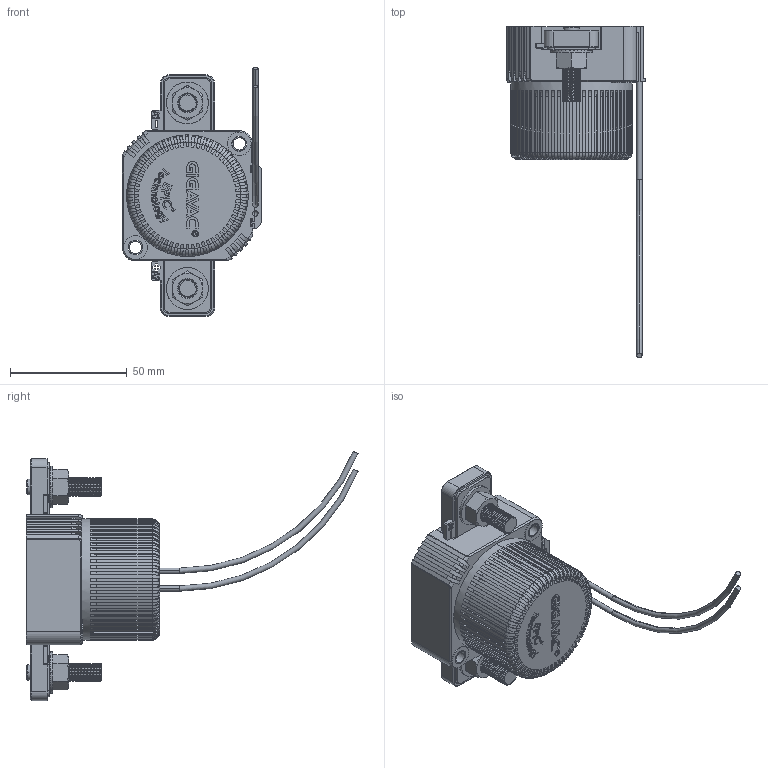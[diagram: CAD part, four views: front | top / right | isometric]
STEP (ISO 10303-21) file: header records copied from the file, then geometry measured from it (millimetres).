
FILE_DESCRIPTION (( 'STEP AP214' ), '1' );
FILE_NAME ('MX11_step_121815.STEP', '2015-12-18T21:51:03', ( 'Temp' ), ( '' ), 'SwSTEP 2.0', 'SolidWorks 2014', '' );
FILE_SCHEMA (( 'AUTOMOTIVE_DESIGN' ));
Length unit declared in the file: inch
Products named in the file (1): MX11_step_121815
Bounding box: 59.82 x 142.33 x 106.79 mm (x, y, z)
Volume: 48579.3 mm3; surface area: 58191.6 mm2
Topology: 14 solids, 14 shells, 2072 faces, 5856 edges, 3861 vertices
Faces by surface type: plane 995, cylinder 586, torus 254, bspline 125, cone 112
Entity records: 108022 total; most frequent: CARTESIAN_POINT 28477, ORIENTED_EDGE 11712, DIRECTION 10371, EDGE_CURVE 5856, VERTEX_POINT 3861, AXIS2_PLACEMENT_3D 3569, LINE 3233, VECTOR 3233
